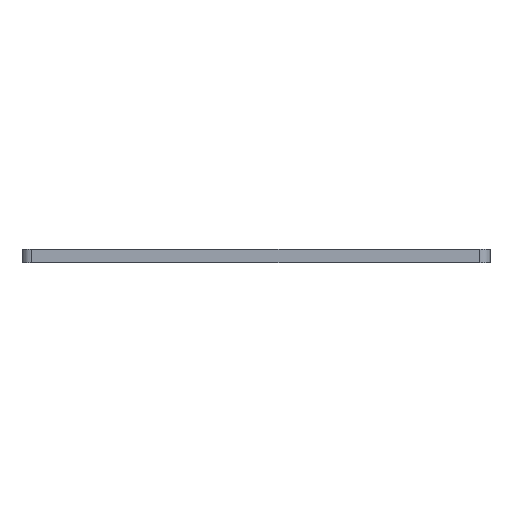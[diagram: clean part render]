
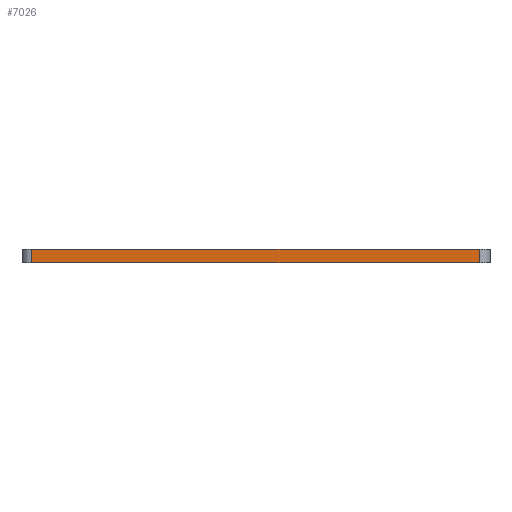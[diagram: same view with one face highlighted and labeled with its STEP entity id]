
A CAD part, left-side view. The second image highlights one B-rep face of the part: STEP entity #7026.
In plain terms, the highlighted planar face has unit normal (-1, 0, 0).
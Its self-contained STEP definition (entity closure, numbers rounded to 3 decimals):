
#84 = PLANE('',#85);
#85 = AXIS2_PLACEMENT_3D('',#86,#87,#88);
#86 = CARTESIAN_POINT('',(156.514,-101.349,1.6));
#87 = DIRECTION('',(0.,0.,1.));
#88 = DIRECTION('',(1.,0.,-0.));
#139 = PLANE('',#140);
#140 = AXIS2_PLACEMENT_3D('',#141,#142,#143);
#141 = CARTESIAN_POINT('',(156.514,-101.349,0.));
#142 = DIRECTION('',(0.,0.,1.));
#143 = DIRECTION('',(1.,0.,-0.));
#248 = CYLINDRICAL_SURFACE('',#249,1.15);
#249 = AXIS2_PLACEMENT_3D('',#250,#251,#252);
#250 = CARTESIAN_POINT('',(97.154,-74.624,0.));
#251 = DIRECTION('',(-0.,-0.,-1.));
#252 = DIRECTION('',(1.,0.,-0.));
#309 = VERTEX_POINT('',#310);
#310 = CARTESIAN_POINT('',(96.006,-74.624,0.));
#332 = EDGE_CURVE('',#333,#309,#335,.T.);
#333 = VERTEX_POINT('',#334);
#334 = CARTESIAN_POINT('',(96.006,-127.958,0.));
#335 = SURFACE_CURVE('',#336,(#340,#347),.PCURVE_S1.);
#336 = LINE('',#337,#338);
#337 = CARTESIAN_POINT('',(96.006,-127.958,0.));
#338 = VECTOR('',#339,1.);
#339 = DIRECTION('',(0.,1.,0.));
#340 = PCURVE('',#139,#341);
#341 = DEFINITIONAL_REPRESENTATION('',(#342),#346);
#342 = LINE('',#343,#344);
#343 = CARTESIAN_POINT('',(-60.508,-26.608));
#344 = VECTOR('',#345,1.);
#345 = DIRECTION('',(0.,1.));
#346 = ( GEOMETRIC_REPRESENTATION_CONTEXT(2) 
PARAMETRIC_REPRESENTATION_CONTEXT() REPRESENTATION_CONTEXT('2D SPACE',''
  ) );
#347 = PCURVE('',#348,#353);
#348 = PLANE('',#349);
#349 = AXIS2_PLACEMENT_3D('',#350,#351,#352);
#350 = CARTESIAN_POINT('',(96.006,-127.958,0.));
#351 = DIRECTION('',(-1.,0.,0.));
#352 = DIRECTION('',(0.,1.,0.));
#353 = DEFINITIONAL_REPRESENTATION('',(#354),#358);
#354 = LINE('',#355,#356);
#355 = CARTESIAN_POINT('',(0.,0.));
#356 = VECTOR('',#357,1.);
#357 = DIRECTION('',(1.,0.));
#358 = ( GEOMETRIC_REPRESENTATION_CONTEXT(2) 
PARAMETRIC_REPRESENTATION_CONTEXT() REPRESENTATION_CONTEXT('2D SPACE',''
  ) );
#377 = CYLINDRICAL_SURFACE('',#378,1.276);
#378 = AXIS2_PLACEMENT_3D('',#379,#380,#381);
#379 = CARTESIAN_POINT('',(97.282,-127.958,0.));
#380 = DIRECTION('',(-0.,-0.,-1.));
#381 = DIRECTION('',(1.,0.,-0.));
#3918 = VERTEX_POINT('',#3919);
#3919 = CARTESIAN_POINT('',(96.006,-74.624,1.6));
#3941 = EDGE_CURVE('',#3942,#3918,#3944,.T.);
#3942 = VERTEX_POINT('',#3943);
#3943 = CARTESIAN_POINT('',(96.006,-127.958,1.6));
#3944 = SURFACE_CURVE('',#3945,(#3949,#3956),.PCURVE_S1.);
#3945 = LINE('',#3946,#3947);
#3946 = CARTESIAN_POINT('',(96.006,-127.958,1.6));
#3947 = VECTOR('',#3948,1.);
#3948 = DIRECTION('',(0.,1.,0.));
#3949 = PCURVE('',#84,#3950);
#3950 = DEFINITIONAL_REPRESENTATION('',(#3951),#3955);
#3951 = LINE('',#3952,#3953);
#3952 = CARTESIAN_POINT('',(-60.508,-26.608));
#3953 = VECTOR('',#3954,1.);
#3954 = DIRECTION('',(0.,1.));
#3955 = ( GEOMETRIC_REPRESENTATION_CONTEXT(2) 
PARAMETRIC_REPRESENTATION_CONTEXT() REPRESENTATION_CONTEXT('2D SPACE',''
  ) );
#3956 = PCURVE('',#348,#3957);
#3957 = DEFINITIONAL_REPRESENTATION('',(#3958),#3962);
#3958 = LINE('',#3959,#3960);
#3959 = CARTESIAN_POINT('',(0.,-1.6));
#3960 = VECTOR('',#3961,1.);
#3961 = DIRECTION('',(1.,0.));
#3962 = ( GEOMETRIC_REPRESENTATION_CONTEXT(2) 
PARAMETRIC_REPRESENTATION_CONTEXT() REPRESENTATION_CONTEXT('2D SPACE',''
  ) );
#6978 = EDGE_CURVE('',#309,#3918,#6979,.T.);
#6979 = SURFACE_CURVE('',#6980,(#6984,#6991),.PCURVE_S1.);
#6980 = LINE('',#6981,#6982);
#6981 = CARTESIAN_POINT('',(96.006,-74.624,0.));
#6982 = VECTOR('',#6983,1.);
#6983 = DIRECTION('',(0.,0.,1.));
#6984 = PCURVE('',#248,#6985);
#6985 = DEFINITIONAL_REPRESENTATION('',(#6986),#6990);
#6986 = LINE('',#6987,#6988);
#6987 = CARTESIAN_POINT('',(-3.142,0.));
#6988 = VECTOR('',#6989,1.);
#6989 = DIRECTION('',(-0.,-1.));
#6990 = ( GEOMETRIC_REPRESENTATION_CONTEXT(2) 
PARAMETRIC_REPRESENTATION_CONTEXT() REPRESENTATION_CONTEXT('2D SPACE',''
  ) );
#6991 = PCURVE('',#348,#6992);
#6992 = DEFINITIONAL_REPRESENTATION('',(#6993),#6997);
#6993 = LINE('',#6994,#6995);
#6994 = CARTESIAN_POINT('',(53.334,0.));
#6995 = VECTOR('',#6996,1.);
#6996 = DIRECTION('',(0.,-1.));
#6997 = ( GEOMETRIC_REPRESENTATION_CONTEXT(2) 
PARAMETRIC_REPRESENTATION_CONTEXT() REPRESENTATION_CONTEXT('2D SPACE',''
  ) );
#7026 = ADVANCED_FACE('',(#7027),#348,.T.);
#7027 = FACE_BOUND('',#7028,.T.);
#7028 = EDGE_LOOP('',(#7029,#7050,#7051,#7052));
#7029 = ORIENTED_EDGE('',*,*,#7030,.T.);
#7030 = EDGE_CURVE('',#333,#3942,#7031,.T.);
#7031 = SURFACE_CURVE('',#7032,(#7036,#7043),.PCURVE_S1.);
#7032 = LINE('',#7033,#7034);
#7033 = CARTESIAN_POINT('',(96.006,-127.958,0.));
#7034 = VECTOR('',#7035,1.);
#7035 = DIRECTION('',(0.,0.,1.));
#7036 = PCURVE('',#348,#7037);
#7037 = DEFINITIONAL_REPRESENTATION('',(#7038),#7042);
#7038 = LINE('',#7039,#7040);
#7039 = CARTESIAN_POINT('',(0.,0.));
#7040 = VECTOR('',#7041,1.);
#7041 = DIRECTION('',(0.,-1.));
#7042 = ( GEOMETRIC_REPRESENTATION_CONTEXT(2) 
PARAMETRIC_REPRESENTATION_CONTEXT() REPRESENTATION_CONTEXT('2D SPACE',''
  ) );
#7043 = PCURVE('',#377,#7044);
#7044 = DEFINITIONAL_REPRESENTATION('',(#7045),#7049);
#7045 = LINE('',#7046,#7047);
#7046 = CARTESIAN_POINT('',(-3.142,0.));
#7047 = VECTOR('',#7048,1.);
#7048 = DIRECTION('',(-0.,-1.));
#7049 = ( GEOMETRIC_REPRESENTATION_CONTEXT(2) 
PARAMETRIC_REPRESENTATION_CONTEXT() REPRESENTATION_CONTEXT('2D SPACE',''
  ) );
#7050 = ORIENTED_EDGE('',*,*,#3941,.T.);
#7051 = ORIENTED_EDGE('',*,*,#6978,.F.);
#7052 = ORIENTED_EDGE('',*,*,#332,.F.);
